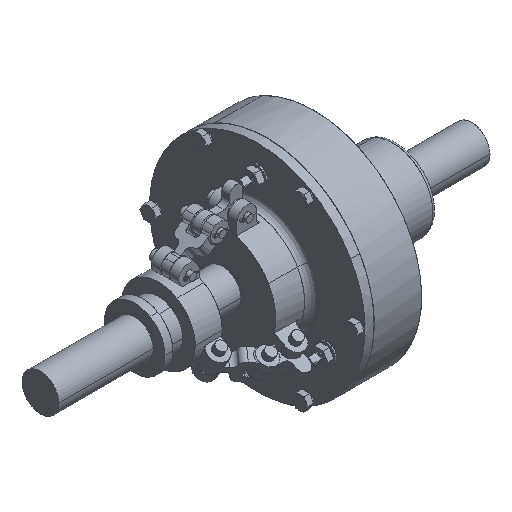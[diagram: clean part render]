
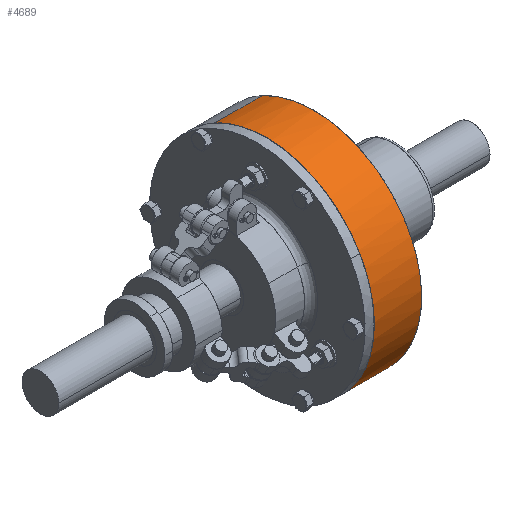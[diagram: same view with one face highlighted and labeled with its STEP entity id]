
A CAD part, isometric view. The second image highlights one B-rep face of the part: STEP entity #4689.
In plain terms, the highlighted free-form (B-spline) face has degree [2, 1] with [5, 2] control points.
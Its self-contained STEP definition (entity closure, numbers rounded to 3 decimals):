
#4689 = ADVANCED_FACE('',(#4690),#4726,.T.);
#4690 = FACE_BOUND('',#4691,.T.);
#4691 = EDGE_LOOP('',(#4692,#4701,#4711,#4718));
#4692 = ORIENTED_EDGE('',*,*,#4693,.T.);
#4693 = EDGE_CURVE('',#4694,#4696,#4698,.T.);
#4694 = VERTEX_POINT('',#4695);
#4695 = CARTESIAN_POINT('',(-36.063,83.395,152.654
    ));
#4696 = VERTEX_POINT('',#4697);
#4697 = CARTESIAN_POINT('',(40.305,83.395,152.654
    ));
#4698 = B_SPLINE_CURVE_WITH_KNOTS('',1,(#4699,#4700),.UNSPECIFIED.,.F.,
  .F.,(2,2),(0.,72.),.PIECEWISE_BEZIER_KNOTS.);
#4699 = CARTESIAN_POINT('',(-36.063,83.395,
    152.654));
#4700 = CARTESIAN_POINT('',(40.305,83.395,
    152.654));
#4701 = ORIENTED_EDGE('',*,*,#4702,.T.);
#4702 = EDGE_CURVE('',#4696,#4703,#4705,.T.);
#4703 = VERTEX_POINT('',#4704);
#4704 = CARTESIAN_POINT('',(40.305,-83.395,
    -152.654));
#4705 = ( BOUNDED_CURVE() B_SPLINE_CURVE(2,(#4706,#4707,#4708,#4709,
#4710),.UNSPECIFIED.,.F.,.F.) B_SPLINE_CURVE_WITH_KNOTS((3,2,3),(0.,
1.571,3.142),.PIECEWISE_BEZIER_KNOTS.) CURVE() 
GEOMETRIC_REPRESENTATION_ITEM() RATIONAL_B_SPLINE_CURVE((1.,
0.707,1.,0.707,1.)) REPRESENTATION_ITEM('') );
#4706 = CARTESIAN_POINT('',(40.305,83.395,
    152.654));
#4707 = CARTESIAN_POINT('',(40.305,-69.259,
    236.05));
#4708 = CARTESIAN_POINT('',(40.305,-152.654,
    83.395));
#4709 = CARTESIAN_POINT('',(40.305,-236.05,
    -69.259));
#4710 = CARTESIAN_POINT('',(40.305,-83.395,
    -152.654));
#4711 = ORIENTED_EDGE('',*,*,#4712,.T.);
#4712 = EDGE_CURVE('',#4703,#4713,#4715,.T.);
#4713 = VERTEX_POINT('',#4714);
#4714 = CARTESIAN_POINT('',(-36.063,-83.395,
    -152.654));
#4715 = B_SPLINE_CURVE_WITH_KNOTS('',1,(#4716,#4717),.UNSPECIFIED.,.F.,
  .F.,(2,2),(0.,72.),.PIECEWISE_BEZIER_KNOTS.);
#4716 = CARTESIAN_POINT('',(40.305,-83.395,
    -152.654));
#4717 = CARTESIAN_POINT('',(-36.063,-83.395,
    -152.654));
#4718 = ORIENTED_EDGE('',*,*,#4719,.T.);
#4719 = EDGE_CURVE('',#4713,#4694,#4720,.T.);
#4720 = ( BOUNDED_CURVE() B_SPLINE_CURVE(2,(#4721,#4722,#4723,#4724,
#4725),.UNSPECIFIED.,.F.,.F.) B_SPLINE_CURVE_WITH_KNOTS((3,2,3),(
    0.,1.571,3.142),
.PIECEWISE_BEZIER_KNOTS.) CURVE() GEOMETRIC_REPRESENTATION_ITEM() 
RATIONAL_B_SPLINE_CURVE((1.,0.707,1.,0.707,1.)) 
REPRESENTATION_ITEM('') );
#4721 = CARTESIAN_POINT('',(-36.063,-83.395,
    -152.654));
#4722 = CARTESIAN_POINT('',(-36.063,-236.05,
    -69.259));
#4723 = CARTESIAN_POINT('',(-36.063,-152.654,
    83.395));
#4724 = CARTESIAN_POINT('',(-36.063,-69.259,
    236.05));
#4725 = CARTESIAN_POINT('',(-36.063,83.395,
    152.654));
#4726 = ( BOUNDED_SURFACE() B_SPLINE_SURFACE(2,1,(
    (#4727,#4728)
    ,(#4729,#4730)
    ,(#4731,#4732)
    ,(#4733,#4734)
    ,(#4735,#4736
)),.UNSPECIFIED.,.F.,.F.,.F.) B_SPLINE_SURFACE_WITH_KNOTS((3,2,3),(2,2),
  (3.142,4.712,6.283),(0.,72.),
.PIECEWISE_BEZIER_KNOTS.) GEOMETRIC_REPRESENTATION_ITEM() 
RATIONAL_B_SPLINE_SURFACE((
    (1.,1.)
    ,(0.707,0.707)
    ,(1.,1.)
    ,(0.707,0.707)
,(1.,1.))) REPRESENTATION_ITEM('') SURFACE() );
#4727 = CARTESIAN_POINT('',(40.305,83.395,
    152.654));
#4728 = CARTESIAN_POINT('',(-36.063,83.395,
    152.654));
#4729 = CARTESIAN_POINT('',(40.305,-69.259,
    236.05));
#4730 = CARTESIAN_POINT('',(-36.063,-69.259,
    236.05));
#4731 = CARTESIAN_POINT('',(40.305,-152.654,
    83.395));
#4732 = CARTESIAN_POINT('',(-36.063,-152.654,
    83.395));
#4733 = CARTESIAN_POINT('',(40.305,-236.05,
    -69.259));
#4734 = CARTESIAN_POINT('',(-36.063,-236.05,
    -69.259));
#4735 = CARTESIAN_POINT('',(40.305,-83.395,
    -152.654));
#4736 = CARTESIAN_POINT('',(-36.063,-83.395,
    -152.654));
